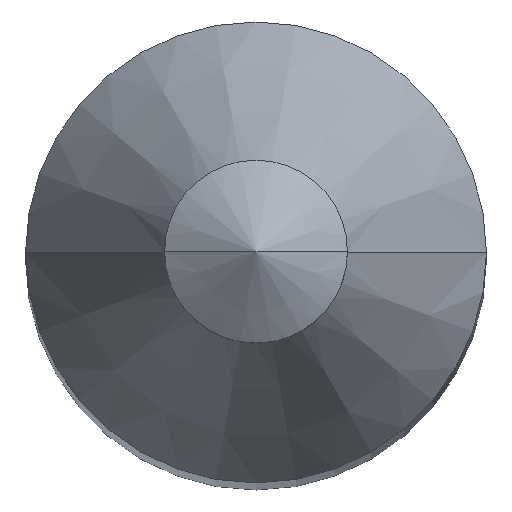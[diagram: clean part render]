
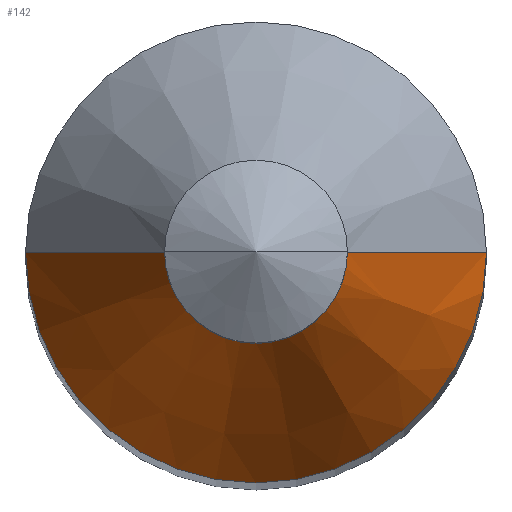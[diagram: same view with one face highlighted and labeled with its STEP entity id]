
A CAD part, top view. The second image highlights one B-rep face of the part: STEP entity #142.
In plain terms, the highlighted conical face has half-angle 30 degrees and reference radius 0.625 mm.
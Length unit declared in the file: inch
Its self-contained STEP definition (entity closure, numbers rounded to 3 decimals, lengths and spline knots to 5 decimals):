
#11 = CONICAL_SURFACE ( 'NONE', #231, 0.02461, 0.524 ) ;
#19 = DIRECTION ( 'NONE',  ( 0.5, 0., -0.866 ) ) ;
#20 = ORIENTED_EDGE ( 'NONE', *, *, #345, .F. ) ;
#38 = CARTESIAN_POINT ( 'NONE',  ( 0., 0., 1.23539 ) ) ;
#45 = DIRECTION ( 'NONE',  ( 1., 0., 0. ) ) ;
#51 = DIRECTION ( 'NONE',  ( 0., 0., -1. ) ) ;
#67 = DIRECTION ( 'NONE',  ( -1., 0., 0. ) ) ;
#84 = VECTOR ( 'NONE', #224, 39.37008 ) ;
#96 = DIRECTION ( 'NONE',  ( 0., 0., -1. ) ) ;
#98 = CARTESIAN_POINT ( 'NONE',  ( -0.02461, 0., 1.30018 ) ) ;
#103 = EDGE_CURVE ( 'NONE', #294, #308, #295, .T. ) ;
#119 = AXIS2_PLACEMENT_3D ( 'NONE', #38, #336, #67 ) ;
#142 = ADVANCED_FACE ( 'NONE', ( #192 ), #11, .T. ) ;
#144 = CARTESIAN_POINT ( 'NONE',  ( 0., 0., 1.30018 ) ) ;
#155 = VECTOR ( 'NONE', #19, 39.37008 ) ;
#169 = ORIENTED_EDGE ( 'NONE', *, *, #103, .F. ) ;
#177 = VERTEX_POINT ( 'NONE', #223 ) ;
#180 = ORIENTED_EDGE ( 'NONE', *, *, #357, .T. ) ;
#192 = FACE_OUTER_BOUND ( 'NONE', #268, .T. ) ;
#197 = CARTESIAN_POINT ( 'NONE',  ( 0.06201, 0., 1.23539 ) ) ;
#198 = ORIENTED_EDGE ( 'NONE', *, *, #249, .T. ) ;
#199 = LINE ( 'NONE', #296, #155 ) ;
#223 = CARTESIAN_POINT ( 'NONE',  ( 0.02461, 0., 1.30018 ) ) ;
#224 = DIRECTION ( 'NONE',  ( -0.5, 0., -0.866 ) ) ;
#231 = AXIS2_PLACEMENT_3D ( 'NONE', #314, #96, #45 ) ;
#249 = EDGE_CURVE ( 'NONE', #323, #308, #257, .T. ) ;
#257 = LINE ( 'NONE', #98, #84 ) ;
#261 = DIRECTION ( 'NONE',  ( -1., 0., 0. ) ) ;
#268 = EDGE_LOOP ( 'NONE', ( #180, #198, #169, #20 ) ) ;
#294 = VERTEX_POINT ( 'NONE', #197 ) ;
#295 = CIRCLE ( 'NONE', #119, 0.06201 ) ;
#296 = CARTESIAN_POINT ( 'NONE',  ( 0.02461, 0., 1.30018 ) ) ;
#308 = VERTEX_POINT ( 'NONE', #328 ) ;
#314 = CARTESIAN_POINT ( 'NONE',  ( 0., 0., 1.30018 ) ) ;
#318 = CIRCLE ( 'NONE', #361, 0.02461 ) ;
#323 = VERTEX_POINT ( 'NONE', #387 ) ;
#328 = CARTESIAN_POINT ( 'NONE',  ( -0.06201, 0., 1.23539 ) ) ;
#336 = DIRECTION ( 'NONE',  ( 0., 0., -1. ) ) ;
#345 = EDGE_CURVE ( 'NONE', #177, #294, #199, .T. ) ;
#357 = EDGE_CURVE ( 'NONE', #177, #323, #318, .T. ) ;
#361 = AXIS2_PLACEMENT_3D ( 'NONE', #144, #51, #261 ) ;
#387 = CARTESIAN_POINT ( 'NONE',  ( -0.02461, 0., 1.30018 ) ) ;
